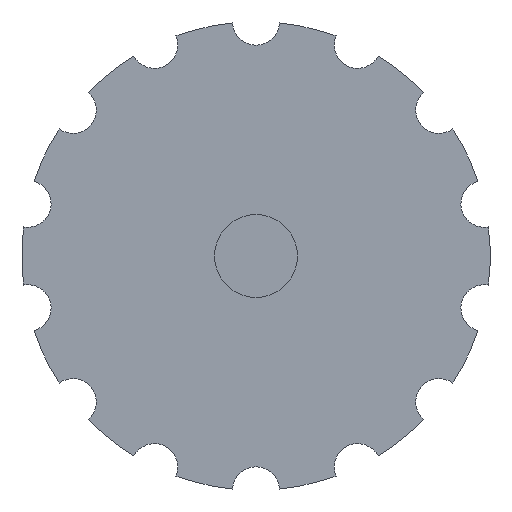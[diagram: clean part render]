
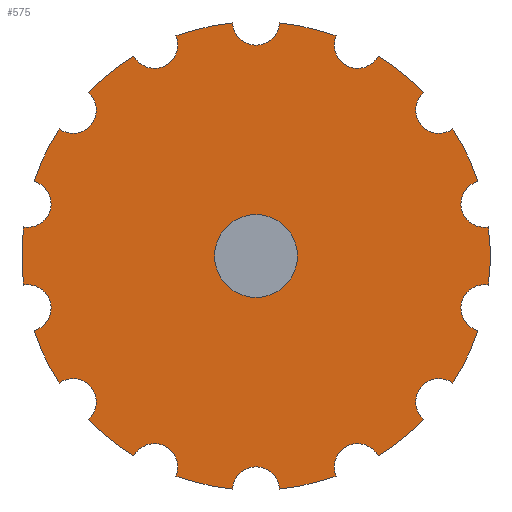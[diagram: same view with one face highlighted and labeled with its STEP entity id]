
A CAD part, front view. The second image highlights one B-rep face of the part: STEP entity #575.
In plain terms, the highlighted planar face has unit normal (0, -1, 0).
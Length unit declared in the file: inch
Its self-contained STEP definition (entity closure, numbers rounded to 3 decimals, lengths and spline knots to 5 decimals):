
#73=PLANE('',#684);
#75=FACE_BOUND('',#140,.T.);
#106=FACE_OUTER_BOUND('',#139,.T.);
#139=EDGE_LOOP('',(#483,#484,#485,#486,#487,#488,#489,#490,#491,#492,#493,
#494,#495,#496,#497,#498,#499,#500,#501,#502,#503,#504,#505,#506,#507,#508,
#509,#510));
#140=EDGE_LOOP('',(#511));
#143=CIRCLE('',#599,0.08858);
#144=CIRCLE('',#602,0.05);
#146=CIRCLE('',#605,0.05);
#148=CIRCLE('',#608,0.05);
#150=CIRCLE('',#611,0.05);
#152=CIRCLE('',#614,0.05);
#154=CIRCLE('',#617,0.05);
#156=CIRCLE('',#620,0.05);
#158=CIRCLE('',#623,0.05);
#160=CIRCLE('',#626,0.05);
#162=CIRCLE('',#629,0.05);
#164=CIRCLE('',#632,0.05);
#166=CIRCLE('',#635,0.05);
#168=CIRCLE('',#638,0.05);
#185=CIRCLE('',#657,0.5);
#186=CIRCLE('',#659,0.5);
#187=CIRCLE('',#661,0.5);
#188=CIRCLE('',#663,0.5);
#189=CIRCLE('',#665,0.5);
#190=CIRCLE('',#667,0.5);
#191=CIRCLE('',#669,0.5);
#192=CIRCLE('',#671,0.5);
#193=CIRCLE('',#673,0.5);
#194=CIRCLE('',#675,0.5);
#195=CIRCLE('',#677,0.5);
#196=CIRCLE('',#679,0.5);
#197=CIRCLE('',#681,0.5);
#198=CIRCLE('',#683,0.05);
#199=CIRCLE('',#685,0.5);
#201=VERTEX_POINT('',#901);
#202=VERTEX_POINT('',#905);
#204=VERTEX_POINT('',#908);
#206=VERTEX_POINT('',#914);
#208=VERTEX_POINT('',#917);
#210=VERTEX_POINT('',#923);
#212=VERTEX_POINT('',#926);
#214=VERTEX_POINT('',#932);
#216=VERTEX_POINT('',#935);
#218=VERTEX_POINT('',#941);
#220=VERTEX_POINT('',#944);
#222=VERTEX_POINT('',#950);
#224=VERTEX_POINT('',#953);
#226=VERTEX_POINT('',#959);
#228=VERTEX_POINT('',#962);
#230=VERTEX_POINT('',#968);
#232=VERTEX_POINT('',#971);
#234=VERTEX_POINT('',#977);
#236=VERTEX_POINT('',#980);
#238=VERTEX_POINT('',#986);
#240=VERTEX_POINT('',#989);
#242=VERTEX_POINT('',#995);
#244=VERTEX_POINT('',#998);
#246=VERTEX_POINT('',#1004);
#248=VERTEX_POINT('',#1007);
#250=VERTEX_POINT('',#1013);
#252=VERTEX_POINT('',#1016);
#256=VERTEX_POINT('',#1040);
#257=VERTEX_POINT('',#1044);
#259=EDGE_CURVE('',#201,#201,#143,.T.);
#261=EDGE_CURVE('',#204,#202,#144,.T.);
#265=EDGE_CURVE('',#208,#206,#146,.T.);
#269=EDGE_CURVE('',#212,#210,#148,.T.);
#273=EDGE_CURVE('',#216,#214,#150,.T.);
#277=EDGE_CURVE('',#220,#218,#152,.T.);
#281=EDGE_CURVE('',#224,#222,#154,.T.);
#285=EDGE_CURVE('',#228,#226,#156,.T.);
#289=EDGE_CURVE('',#232,#230,#158,.T.);
#293=EDGE_CURVE('',#236,#234,#160,.T.);
#297=EDGE_CURVE('',#240,#238,#162,.T.);
#301=EDGE_CURVE('',#244,#242,#164,.T.);
#305=EDGE_CURVE('',#248,#246,#166,.T.);
#309=EDGE_CURVE('',#252,#250,#168,.T.);
#327=EDGE_CURVE('',#256,#204,#185,.T.);
#330=EDGE_CURVE('',#250,#257,#186,.T.);
#331=EDGE_CURVE('',#246,#252,#187,.T.);
#332=EDGE_CURVE('',#242,#248,#188,.T.);
#333=EDGE_CURVE('',#238,#244,#189,.T.);
#334=EDGE_CURVE('',#234,#240,#190,.T.);
#335=EDGE_CURVE('',#230,#236,#191,.T.);
#336=EDGE_CURVE('',#226,#232,#192,.T.);
#337=EDGE_CURVE('',#222,#228,#193,.T.);
#338=EDGE_CURVE('',#218,#224,#194,.T.);
#339=EDGE_CURVE('',#214,#220,#195,.T.);
#340=EDGE_CURVE('',#210,#216,#196,.T.);
#341=EDGE_CURVE('',#206,#212,#197,.T.);
#342=EDGE_CURVE('',#257,#256,#198,.T.);
#343=EDGE_CURVE('',#202,#208,#199,.T.);
#483=ORIENTED_EDGE('',*,*,#261,.T.);
#484=ORIENTED_EDGE('',*,*,#343,.T.);
#485=ORIENTED_EDGE('',*,*,#265,.T.);
#486=ORIENTED_EDGE('',*,*,#341,.T.);
#487=ORIENTED_EDGE('',*,*,#269,.T.);
#488=ORIENTED_EDGE('',*,*,#340,.T.);
#489=ORIENTED_EDGE('',*,*,#273,.T.);
#490=ORIENTED_EDGE('',*,*,#339,.T.);
#491=ORIENTED_EDGE('',*,*,#277,.T.);
#492=ORIENTED_EDGE('',*,*,#338,.T.);
#493=ORIENTED_EDGE('',*,*,#281,.T.);
#494=ORIENTED_EDGE('',*,*,#337,.T.);
#495=ORIENTED_EDGE('',*,*,#285,.T.);
#496=ORIENTED_EDGE('',*,*,#336,.T.);
#497=ORIENTED_EDGE('',*,*,#289,.T.);
#498=ORIENTED_EDGE('',*,*,#335,.T.);
#499=ORIENTED_EDGE('',*,*,#293,.T.);
#500=ORIENTED_EDGE('',*,*,#334,.T.);
#501=ORIENTED_EDGE('',*,*,#297,.T.);
#502=ORIENTED_EDGE('',*,*,#333,.T.);
#503=ORIENTED_EDGE('',*,*,#301,.T.);
#504=ORIENTED_EDGE('',*,*,#332,.T.);
#505=ORIENTED_EDGE('',*,*,#305,.T.);
#506=ORIENTED_EDGE('',*,*,#331,.T.);
#507=ORIENTED_EDGE('',*,*,#309,.T.);
#508=ORIENTED_EDGE('',*,*,#330,.T.);
#509=ORIENTED_EDGE('',*,*,#342,.T.);
#510=ORIENTED_EDGE('',*,*,#327,.T.);
#511=ORIENTED_EDGE('',*,*,#259,.T.);
#575=ADVANCED_FACE('',(#106,#75),#73,.F.);
#599=AXIS2_PLACEMENT_3D('',#902,#693,#694);
#602=AXIS2_PLACEMENT_3D('',#909,#700,#701);
#605=AXIS2_PLACEMENT_3D('',#918,#708,#709);
#608=AXIS2_PLACEMENT_3D('',#927,#716,#717);
#611=AXIS2_PLACEMENT_3D('',#936,#724,#725);
#614=AXIS2_PLACEMENT_3D('',#945,#732,#733);
#617=AXIS2_PLACEMENT_3D('',#954,#740,#741);
#620=AXIS2_PLACEMENT_3D('',#963,#748,#749);
#623=AXIS2_PLACEMENT_3D('',#972,#756,#757);
#626=AXIS2_PLACEMENT_3D('',#981,#764,#765);
#629=AXIS2_PLACEMENT_3D('',#990,#772,#773);
#632=AXIS2_PLACEMENT_3D('',#999,#780,#781);
#635=AXIS2_PLACEMENT_3D('',#1008,#788,#789);
#638=AXIS2_PLACEMENT_3D('',#1017,#796,#797);
#657=AXIS2_PLACEMENT_3D('',#1041,#835,#836);
#659=AXIS2_PLACEMENT_3D('',#1046,#841,#842);
#661=AXIS2_PLACEMENT_3D('',#1048,#845,#846);
#663=AXIS2_PLACEMENT_3D('',#1050,#849,#850);
#665=AXIS2_PLACEMENT_3D('',#1052,#853,#854);
#667=AXIS2_PLACEMENT_3D('',#1054,#857,#858);
#669=AXIS2_PLACEMENT_3D('',#1056,#861,#862);
#671=AXIS2_PLACEMENT_3D('',#1058,#865,#866);
#673=AXIS2_PLACEMENT_3D('',#1060,#869,#870);
#675=AXIS2_PLACEMENT_3D('',#1062,#873,#874);
#677=AXIS2_PLACEMENT_3D('',#1064,#877,#878);
#679=AXIS2_PLACEMENT_3D('',#1066,#881,#882);
#681=AXIS2_PLACEMENT_3D('',#1068,#885,#886);
#683=AXIS2_PLACEMENT_3D('',#1070,#889,#890);
#684=AXIS2_PLACEMENT_3D('',#1071,#891,#892);
#685=AXIS2_PLACEMENT_3D('',#1072,#893,#894);
#693=DIRECTION('center_axis',(0.,1.,0.));
#694=DIRECTION('ref_axis',(-1.,0.,0.));
#700=DIRECTION('center_axis',(0.,1.,0.));
#701=DIRECTION('ref_axis',(-0.901,0.,-0.434));
#708=DIRECTION('center_axis',(0.,1.,0.));
#709=DIRECTION('ref_axis',(-0.623,0.,-0.782));
#716=DIRECTION('center_axis',(0.,1.,0.));
#717=DIRECTION('ref_axis',(-0.223,0.,-0.975));
#724=DIRECTION('center_axis',(0.,1.,0.));
#725=DIRECTION('ref_axis',(0.223,0.,-0.975));
#732=DIRECTION('center_axis',(0.,1.,0.));
#733=DIRECTION('ref_axis',(0.623,0.,-0.782));
#740=DIRECTION('center_axis',(0.,1.,0.));
#741=DIRECTION('ref_axis',(0.901,0.,-0.434));
#748=DIRECTION('center_axis',(0.,1.,0.));
#749=DIRECTION('ref_axis',(1.,0.,0.));
#756=DIRECTION('center_axis',(0.,1.,0.));
#757=DIRECTION('ref_axis',(0.901,0.,0.434));
#764=DIRECTION('center_axis',(0.,1.,0.));
#765=DIRECTION('ref_axis',(0.623,0.,0.782));
#772=DIRECTION('center_axis',(0.,1.,0.));
#773=DIRECTION('ref_axis',(0.223,0.,0.975));
#780=DIRECTION('center_axis',(0.,1.,0.));
#781=DIRECTION('ref_axis',(-0.223,0.,0.975));
#788=DIRECTION('center_axis',(0.,1.,0.));
#789=DIRECTION('ref_axis',(-0.623,0.,0.782));
#796=DIRECTION('center_axis',(0.,1.,0.));
#797=DIRECTION('ref_axis',(-0.901,0.,0.434));
#835=DIRECTION('center_axis',(0.,-1.,0.));
#836=DIRECTION('ref_axis',(1.,0.,0.));
#841=DIRECTION('center_axis',(0.,-1.,0.));
#842=DIRECTION('ref_axis',(1.,0.,0.));
#845=DIRECTION('center_axis',(0.,-1.,0.));
#846=DIRECTION('ref_axis',(1.,0.,0.));
#849=DIRECTION('center_axis',(0.,-1.,0.));
#850=DIRECTION('ref_axis',(1.,0.,0.));
#853=DIRECTION('center_axis',(0.,-1.,0.));
#854=DIRECTION('ref_axis',(1.,0.,0.));
#857=DIRECTION('center_axis',(0.,-1.,0.));
#858=DIRECTION('ref_axis',(1.,0.,0.));
#861=DIRECTION('center_axis',(0.,-1.,0.));
#862=DIRECTION('ref_axis',(1.,0.,0.));
#865=DIRECTION('center_axis',(0.,-1.,0.));
#866=DIRECTION('ref_axis',(1.,0.,0.));
#869=DIRECTION('center_axis',(0.,-1.,0.));
#870=DIRECTION('ref_axis',(1.,0.,0.));
#873=DIRECTION('center_axis',(0.,-1.,0.));
#874=DIRECTION('ref_axis',(1.,0.,0.));
#877=DIRECTION('center_axis',(0.,-1.,0.));
#878=DIRECTION('ref_axis',(1.,0.,0.));
#881=DIRECTION('center_axis',(0.,-1.,0.));
#882=DIRECTION('ref_axis',(1.,0.,0.));
#885=DIRECTION('center_axis',(0.,-1.,0.));
#886=DIRECTION('ref_axis',(1.,0.,0.));
#889=DIRECTION('center_axis',(0.,1.,0.));
#890=DIRECTION('ref_axis',(-1.,0.,0.));
#891=DIRECTION('center_axis',(0.,1.,0.));
#892=DIRECTION('ref_axis',(0.,0.,1.));
#893=DIRECTION('center_axis',(0.,-1.,0.));
#894=DIRECTION('ref_axis',(1.,0.,0.));
#901=CARTESIAN_POINT('',(0.08858,0.,0.));
#902=CARTESIAN_POINT('Origin',(0.,0.,0.));
#905=CARTESIAN_POINT('',(0.26085,0.,-0.42656));
#908=CARTESIAN_POINT('',(0.17087,0.,-0.4699));
#909=CARTESIAN_POINT('Origin',(0.21694,0.,-0.45048));
#914=CARTESIAN_POINT('',(0.4201,0.,-0.27114));
#917=CARTESIAN_POINT('',(0.35783,0.,-0.34923));
#918=CARTESIAN_POINT('Origin',(0.39092,0.,-0.31174));
#923=CARTESIAN_POINT('',(0.49614,0.,-0.06202));
#926=CARTESIAN_POINT('',(0.47391,0.,-0.15939));
#927=CARTESIAN_POINT('Origin',(0.48746,0.,-0.11126));
#932=CARTESIAN_POINT('',(0.47391,0.,0.15939));
#935=CARTESIAN_POINT('',(0.49614,0.,0.06202));
#936=CARTESIAN_POINT('Origin',(0.48746,0.,0.11126));
#941=CARTESIAN_POINT('',(0.35783,0.,0.34923));
#944=CARTESIAN_POINT('',(0.4201,0.,0.27114));
#945=CARTESIAN_POINT('Origin',(0.39092,0.,0.31174));
#950=CARTESIAN_POINT('',(0.17087,0.,0.4699));
#953=CARTESIAN_POINT('',(0.26085,0.,0.42656));
#954=CARTESIAN_POINT('Origin',(0.21694,0.,0.45048));
#959=CARTESIAN_POINT('',(-0.04994,0.,0.4975));
#962=CARTESIAN_POINT('',(0.04994,0.,0.4975));
#963=CARTESIAN_POINT('Origin',(0.,0.,0.5));
#968=CARTESIAN_POINT('',(-0.26085,0.,0.42656));
#971=CARTESIAN_POINT('',(-0.17087,0.,0.4699));
#972=CARTESIAN_POINT('Origin',(-0.21694,0.,0.45048));
#977=CARTESIAN_POINT('',(-0.4201,0.,0.27114));
#980=CARTESIAN_POINT('',(-0.35783,0.,0.34923));
#981=CARTESIAN_POINT('Origin',(-0.39092,0.,0.31174));
#986=CARTESIAN_POINT('',(-0.49614,0.,0.06202));
#989=CARTESIAN_POINT('',(-0.47391,0.,0.15939));
#990=CARTESIAN_POINT('Origin',(-0.48746,0.,0.11126));
#995=CARTESIAN_POINT('',(-0.47391,0.,-0.15939));
#998=CARTESIAN_POINT('',(-0.49614,0.,-0.06202));
#999=CARTESIAN_POINT('Origin',(-0.48746,0.,-0.11126));
#1004=CARTESIAN_POINT('',(-0.35783,0.,-0.34923));
#1007=CARTESIAN_POINT('',(-0.4201,0.,-0.27114));
#1008=CARTESIAN_POINT('Origin',(-0.39092,0.,-0.31174));
#1013=CARTESIAN_POINT('',(-0.17087,0.,-0.4699));
#1016=CARTESIAN_POINT('',(-0.26085,0.,-0.42656));
#1017=CARTESIAN_POINT('Origin',(-0.21694,0.,-0.45048));
#1040=CARTESIAN_POINT('',(0.04994,0.,-0.4975));
#1041=CARTESIAN_POINT('Origin',(0.,0.,0.));
#1044=CARTESIAN_POINT('',(-0.04994,0.,-0.4975));
#1046=CARTESIAN_POINT('Origin',(0.,0.,0.));
#1048=CARTESIAN_POINT('Origin',(0.,0.,0.));
#1050=CARTESIAN_POINT('Origin',(0.,0.,0.));
#1052=CARTESIAN_POINT('Origin',(0.,0.,0.));
#1054=CARTESIAN_POINT('Origin',(0.,0.,0.));
#1056=CARTESIAN_POINT('Origin',(0.,0.,0.));
#1058=CARTESIAN_POINT('Origin',(0.,0.,0.));
#1060=CARTESIAN_POINT('Origin',(0.,0.,0.));
#1062=CARTESIAN_POINT('Origin',(0.,0.,0.));
#1064=CARTESIAN_POINT('Origin',(0.,0.,0.));
#1066=CARTESIAN_POINT('Origin',(0.,0.,0.));
#1068=CARTESIAN_POINT('Origin',(0.,0.,0.));
#1070=CARTESIAN_POINT('Origin',(0.,0.,-0.5));
#1071=CARTESIAN_POINT('Origin',(0.,0.,0.));
#1072=CARTESIAN_POINT('Origin',(0.,0.,0.));
